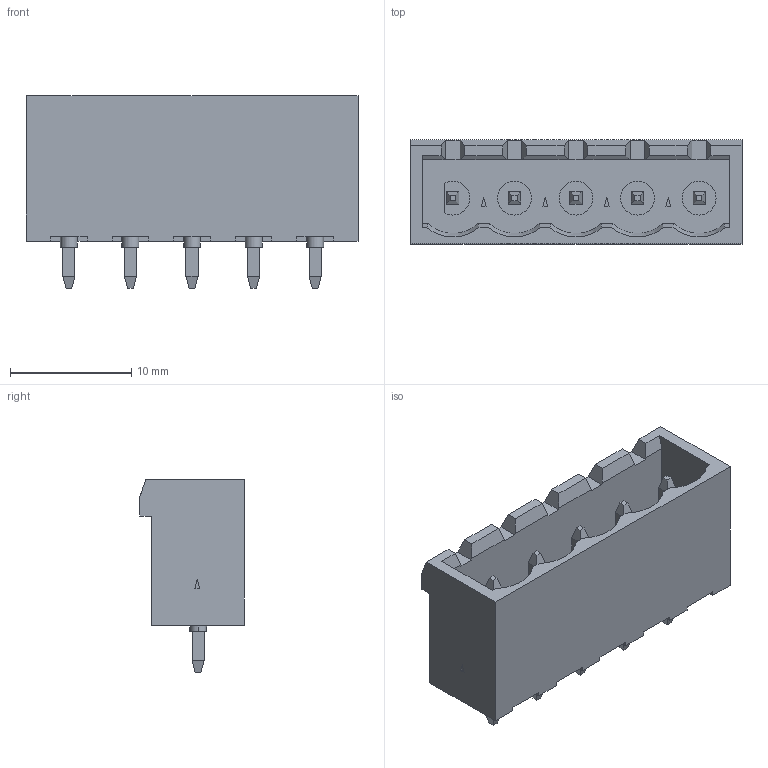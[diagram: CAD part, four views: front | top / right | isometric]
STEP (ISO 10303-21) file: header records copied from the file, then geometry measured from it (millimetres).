
FILE_DESCRIPTION((''),'2;1');
FILE_NAME('PHOENIX_1755765.stp','2010-12-07T15:10:39',(''),(''),'Mechanical Desktop 2011','Mechanical Desktop 2011',', , ');
FILE_SCHEMA(('AUTOMOTIVE_DESIGN { 1 2 10303 214 1 1 1 1 }'));
Length unit declared in the file: millimetre
Products named in the file (1): Product
Bounding box: 27.4 x 8.6 x 15.9 mm (x, y, z)
Volume: 1415.9 mm3; surface area: 2166.2 mm2
Topology: 21 solids, 21 shells, 297 faces, 676 edges, 439 vertices
Faces by surface type: plane 184, bspline 60, cylinder 43, sphere 5, cone 5
Entity records: 8338 total; most frequent: CARTESIAN_POINT 1713, ORIENTED_EDGE 1352, DIRECTION 1238, EDGE_CURVE 676, VECTOR 570, LINE 570, VERTEX_POINT 439, AXIS2_PLACEMENT_3D 334
